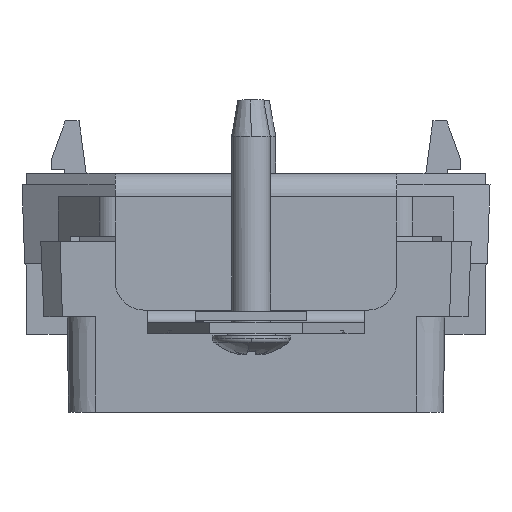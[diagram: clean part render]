
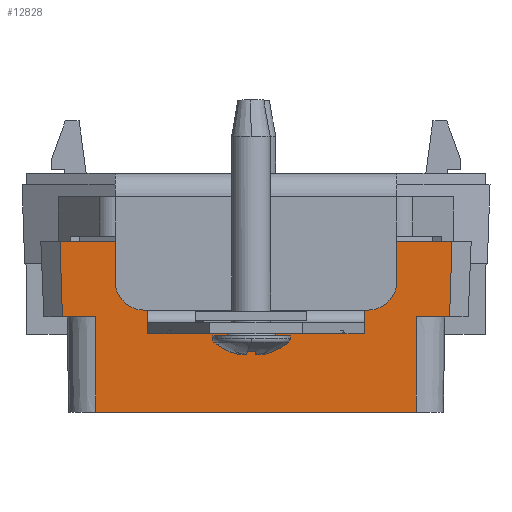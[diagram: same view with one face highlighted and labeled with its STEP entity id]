
A CAD part, front view. The second image highlights one B-rep face of the part: STEP entity #12828.
In plain terms, the highlighted planar face has unit normal (0, -1, -0.018).
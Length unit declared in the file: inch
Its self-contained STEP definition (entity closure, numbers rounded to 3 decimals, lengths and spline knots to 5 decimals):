
#159 = DIRECTION ( 'NONE',  ( 1., 0., 0. ) ) ;
#779 = VECTOR ( 'NONE', #12626, 39.37008 ) ;
#873 = ORIENTED_EDGE ( 'NONE', *, *, #28838, .F. ) ;
#1035 = DIRECTION ( 'NONE',  ( -1., 0., 0. ) ) ;
#1044 = CARTESIAN_POINT ( 'NONE',  ( -3.32452, -0.91527, 1.48875 ) ) ;
#1543 = VECTOR ( 'NONE', #6495, 39.37008 ) ;
#1625 = VERTEX_POINT ( 'NONE', #5198 ) ;
#1926 = LINE ( 'NONE', #2216, #6293 ) ;
#1951 = CARTESIAN_POINT ( 'NONE',  ( -3.61175, -0.91979, 1.74775 ) ) ;
#2216 = CARTESIAN_POINT ( 'NONE',  ( -4.36901, -0.91107, 1.24787 ) ) ;
#2342 = EDGE_CURVE ( 'NONE', #13532, #5020, #17083, .T. ) ;
#2476 = LINE ( 'NONE', #11851, #21775 ) ;
#2535 = VERTEX_POINT ( 'NONE', #11952 ) ;
#2540 = ORIENTED_EDGE ( 'NONE', *, *, #20005, .F. ) ;
#2614 = DIRECTION ( 'NONE',  ( 1., 0., 0. ) ) ;
#2707 = ORIENTED_EDGE ( 'NONE', *, *, #3427, .F. ) ;
#2818 = VECTOR ( 'NONE', #29049, 39.37008 ) ;
#3398 = CARTESIAN_POINT ( 'NONE',  ( -3.31323, -0.90954, 1.16039 ) ) ;
#3400 = CARTESIAN_POINT ( 'NONE',  ( -3.41752, -0.90955, 1.16075 ) ) ;
#3427 = EDGE_CURVE ( 'NONE', #29628, #5020, #16476, .T. ) ;
#3531 = CARTESIAN_POINT ( 'NONE',  ( -3.41752, -0.90955, 1.16075 ) ) ;
#4022 = LINE ( 'NONE', #25028, #23033 ) ;
#4077 = VERTEX_POINT ( 'NONE', #19653 ) ;
#4452 = DIRECTION ( 'NONE',  ( -0.009, -0.017, 1. ) ) ;
#4628 = EDGE_CURVE ( 'NONE', #4077, #24146, #12345, .T. ) ;
#4923 = ORIENTED_EDGE ( 'NONE', *, *, #27018, .F. ) ;
#5020 = VERTEX_POINT ( 'NONE', #16903 ) ;
#5198 = CARTESIAN_POINT ( 'NONE',  ( -3.30275, -0.91527, 1.48875 ) ) ;
#6033 = ORIENTED_EDGE ( 'NONE', *, *, #21071, .T. ) ;
#6293 = VECTOR ( 'NONE', #22939, 39.37008 ) ;
#6338 = LINE ( 'NONE', #17999, #1543 ) ;
#6495 = DIRECTION ( 'NONE',  ( -0.009, 0.017, -1. ) ) ;
#6872 = LINE ( 'NONE', #14524, #23707 ) ;
#7218 = VECTOR ( 'NONE', #8160, 39.37008 ) ;
#7666 = CARTESIAN_POINT ( 'NONE',  ( -3.62407, -0.92237, 1.89543 ) ) ;
#7701 = VERTEX_POINT ( 'NONE', #7666 ) ;
#7771 = CARTESIAN_POINT ( 'NONE',  ( -4.3273, -0.91979, 1.74775 ) ) ;
#8160 = DIRECTION ( 'NONE',  ( 0.032, -0.017, 0.999 ) ) ;
#8410 = FACE_OUTER_BOUND ( 'NONE', #9593, .T. ) ;
#8918 = VECTOR ( 'NONE', #16635, 39.37008 ) ;
#9155 = ORIENTED_EDGE ( 'NONE', *, *, #25538, .T. ) ;
#9593 = EDGE_LOOP ( 'NONE', ( #2540, #24856, #2707, #24549, #19959, #20738, #873, #9155, #14409, #4923, #21404, #6033, #12957, #11639, #17025, #11758 ) ) ;
#9974 = LINE ( 'NONE', #1044, #17115 ) ;
#10069 = CARTESIAN_POINT ( 'NONE',  ( -4.52152, -0.90955, 1.16075 ) ) ;
#10195 = CARTESIAN_POINT ( 'NONE',  ( -3.32452, -0.92014, 1.76775 ) ) ;
#10263 = EDGE_CURVE ( 'NONE', #15806, #2535, #1926, .T. ) ;
#10381 = LINE ( 'NONE', #10069, #2818 ) ;
#11023 = CARTESIAN_POINT ( 'NONE',  ( -3.56112, -0.9092, 1.14102 ) ) ;
#11031 = EDGE_CURVE ( 'NONE', #27500, #28483, #21964, .T. ) ;
#11639 = ORIENTED_EDGE ( 'NONE', *, *, #17607, .T. ) ;
#11668 = VECTOR ( 'NONE', #15305, 39.37008 ) ;
#11758 = ORIENTED_EDGE ( 'NONE', *, *, #10263, .F. ) ;
#11851 = CARTESIAN_POINT ( 'NONE',  ( -3.32452, -0.92237, 1.89543 ) ) ;
#11912 = VECTOR ( 'NONE', #4452, 39.37008 ) ;
#11952 = CARTESIAN_POINT ( 'NONE',  ( -4.31498, -0.92237, 1.89543 ) ) ;
#12345 = LINE ( 'NONE', #10195, #19609 ) ;
#12626 = DIRECTION ( 'NONE',  ( 0., -0.017, 1. ) ) ;
#12828 = ADVANCED_FACE ( 'NONE', ( #8410 ), #29238, .T. ) ;
#12863 = CARTESIAN_POINT ( 'NONE',  ( -3.32452, -0.90955, 1.16075 ) ) ;
#12957 = ORIENTED_EDGE ( 'NONE', *, *, #4628, .F. ) ;
#13532 = VERTEX_POINT ( 'NONE', #15195 ) ;
#13902 = EDGE_CURVE ( 'NONE', #27500, #25821, #27097, .T. ) ;
#14409 = ORIENTED_EDGE ( 'NONE', *, *, #15659, .F. ) ;
#14524 = CARTESIAN_POINT ( 'NONE',  ( -3.32452, -0.91979, 1.74775 ) ) ;
#15046 = EDGE_CURVE ( 'NONE', #16121, #7701, #21192, .T. ) ;
#15195 = CARTESIAN_POINT ( 'NONE',  ( -4.64457, -0.91979, 1.74775 ) ) ;
#15305 = DIRECTION ( 'NONE',  ( 0.083, 0.017, -0.996 ) ) ;
#15659 = EDGE_CURVE ( 'NONE', #16571, #23256, #6872, .T. ) ;
#15806 = VERTEX_POINT ( 'NONE', #7771 ) ;
#16121 = VERTEX_POINT ( 'NONE', #28880 ) ;
#16402 = EDGE_CURVE ( 'NONE', #2535, #17015, #2476, .T. ) ;
#16476 = LINE ( 'NONE', #20923, #19580 ) ;
#16571 = VERTEX_POINT ( 'NONE', #1951 ) ;
#16635 = DIRECTION ( 'NONE',  ( 0.032, 0.017, -0.999 ) ) ;
#16903 = CARTESIAN_POINT ( 'NONE',  ( -4.6363, -0.91527, 1.48875 ) ) ;
#17015 = VERTEX_POINT ( 'NONE', #27826 ) ;
#17025 = ORIENTED_EDGE ( 'NONE', *, *, #16402, .F. ) ;
#17083 = LINE ( 'NONE', #28255, #8918 ) ;
#17115 = VECTOR ( 'NONE', #22212, 39.37008 ) ;
#17607 = EDGE_CURVE ( 'NONE', #4077, #17015, #17804, .T. ) ;
#17804 = LINE ( 'NONE', #25452, #11912 ) ;
#17999 = CARTESIAN_POINT ( 'NONE',  ( -3.68079, -0.9096, 1.16386 ) ) ;
#18876 = CARTESIAN_POINT ( 'NONE',  ( -3.32452, -0.92237, 1.89543 ) ) ;
#19580 = VECTOR ( 'NONE', #30249, 39.37008 ) ;
#19609 = VECTOR ( 'NONE', #28420, 39.37008 ) ;
#19653 = CARTESIAN_POINT ( 'NONE',  ( -4.26352, -0.92014, 1.76775 ) ) ;
#19675 = LINE ( 'NONE', #3398, #7218 ) ;
#19959 = ORIENTED_EDGE ( 'NONE', *, *, #13902, .F. ) ;
#20005 = EDGE_CURVE ( 'NONE', #13532, #15806, #4022, .T. ) ;
#20283 = VECTOR ( 'NONE', #2614, 39.37008 ) ;
#20738 = ORIENTED_EDGE ( 'NONE', *, *, #11031, .T. ) ;
#20923 = CARTESIAN_POINT ( 'NONE',  ( -3.32452, -0.91527, 1.48875 ) ) ;
#21071 = EDGE_CURVE ( 'NONE', #16121, #24146, #6338, .T. ) ;
#21192 = LINE ( 'NONE', #18876, #20283 ) ;
#21404 = ORIENTED_EDGE ( 'NONE', *, *, #15046, .F. ) ;
#21775 = VECTOR ( 'NONE', #159, 39.37008 ) ;
#21896 = DIRECTION ( 'NONE',  ( 0., 0.017, -1. ) ) ;
#21964 = LINE ( 'NONE', #3400, #779 ) ;
#22212 = DIRECTION ( 'NONE',  ( -1., 0., 0. ) ) ;
#22246 = CARTESIAN_POINT ( 'NONE',  ( -3.41752, -0.91527, 1.48875 ) ) ;
#22939 = DIRECTION ( 'NONE',  ( 0.083, -0.017, 0.996 ) ) ;
#23033 = VECTOR ( 'NONE', #27022, 39.37008 ) ;
#23255 = DIRECTION ( 'NONE',  ( 1., 0., 0. ) ) ;
#23256 = VERTEX_POINT ( 'NONE', #24785 ) ;
#23707 = VECTOR ( 'NONE', #23255, 39.37008 ) ;
#24146 = VERTEX_POINT ( 'NONE', #26176 ) ;
#24549 = ORIENTED_EDGE ( 'NONE', *, *, #27242, .T. ) ;
#24785 = CARTESIAN_POINT ( 'NONE',  ( -3.29448, -0.91979, 1.74775 ) ) ;
#24856 = ORIENTED_EDGE ( 'NONE', *, *, #2342, .T. ) ;
#25028 = CARTESIAN_POINT ( 'NONE',  ( -3.32452, -0.91979, 1.74775 ) ) ;
#25452 = CARTESIAN_POINT ( 'NONE',  ( -4.25815, -0.90941, 1.15261 ) ) ;
#25538 = EDGE_CURVE ( 'NONE', #1625, #23256, #19675, .T. ) ;
#25821 = VERTEX_POINT ( 'NONE', #28057 ) ;
#26115 = CARTESIAN_POINT ( 'NONE',  ( -4.52152, -0.91527, 1.48875 ) ) ;
#26176 = CARTESIAN_POINT ( 'NONE',  ( -3.67552, -0.92014, 1.76775 ) ) ;
#26523 = VECTOR ( 'NONE', #1035, 39.37008 ) ;
#26781 = DIRECTION ( 'NONE',  ( 0., -1., -0.017 ) ) ;
#27018 = EDGE_CURVE ( 'NONE', #7701, #16571, #27389, .T. ) ;
#27022 = DIRECTION ( 'NONE',  ( 1., 0., 0. ) ) ;
#27097 = LINE ( 'NONE', #29087, #26523 ) ;
#27242 = EDGE_CURVE ( 'NONE', #29628, #25821, #10381, .T. ) ;
#27389 = LINE ( 'NONE', #11023, #11668 ) ;
#27500 = VERTEX_POINT ( 'NONE', #3531 ) ;
#27771 = AXIS2_PLACEMENT_3D ( 'NONE', #12863, #26781, #21896 ) ;
#27826 = CARTESIAN_POINT ( 'NONE',  ( -4.26464, -0.92237, 1.89543 ) ) ;
#28057 = CARTESIAN_POINT ( 'NONE',  ( -4.52152, -0.90955, 1.16075 ) ) ;
#28255 = CARTESIAN_POINT ( 'NONE',  ( -4.6245, -0.90882, 1.11925 ) ) ;
#28420 = DIRECTION ( 'NONE',  ( 1., 0., 0. ) ) ;
#28483 = VERTEX_POINT ( 'NONE', #22246 ) ;
#28838 = EDGE_CURVE ( 'NONE', #1625, #28483, #9974, .T. ) ;
#28880 = CARTESIAN_POINT ( 'NONE',  ( -3.67441, -0.92237, 1.89543 ) ) ;
#29049 = DIRECTION ( 'NONE',  ( 0., 0.017, -1. ) ) ;
#29087 = CARTESIAN_POINT ( 'NONE',  ( -3.32452, -0.90955, 1.16075 ) ) ;
#29238 = PLANE ( 'NONE',  #27771 ) ;
#29628 = VERTEX_POINT ( 'NONE', #26115 ) ;
#30249 = DIRECTION ( 'NONE',  ( -1., 0., 0. ) ) ;
